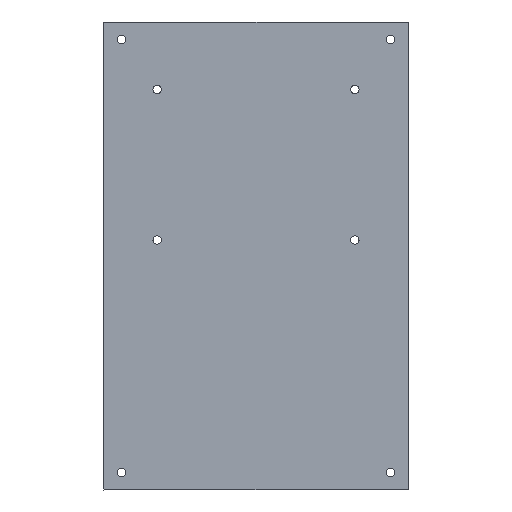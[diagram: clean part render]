
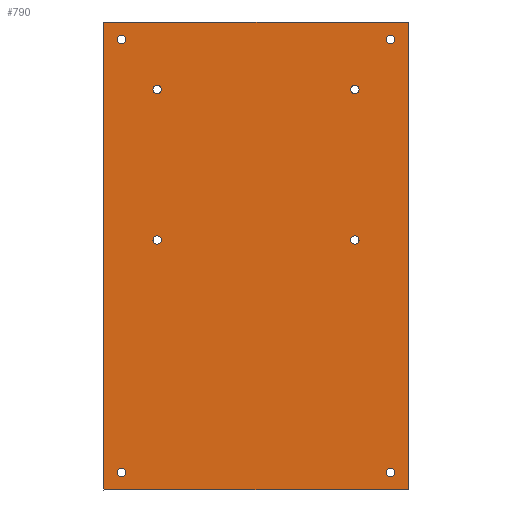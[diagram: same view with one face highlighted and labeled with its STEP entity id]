
A CAD part, front view. The second image highlights one B-rep face of the part: STEP entity #790.
In plain terms, the highlighted face is planar.
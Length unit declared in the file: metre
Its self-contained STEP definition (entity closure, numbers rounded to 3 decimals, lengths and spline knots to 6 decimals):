
#226=EDGE_CURVE('0:73524',#500,#501,#502,.T.);
#230=EDGE_CURVE('0:73512',#508,#509,#510,.T.);
#234=EDGE_CURVE('0:73506',#516,#517,#518,.T.);
#238=EDGE_CURVE('0:73518',#524,#525,#526,.T.);
#256=EDGE_CURVE('0:73476',#548,#549,#550,.F.);
#258=EDGE_CURVE('0:73482',#549,#552,#553,.T.);
#260=EDGE_CURVE('0:73488',#552,#555,#556,.F.);
#262=EDGE_CURVE('0:73494',#555,#548,#558,.T.);
#264=EDGE_CURVE('0:73506',#517,#516,#560,.T.);
#266=EDGE_CURVE('0:73512',#509,#508,#562,.T.);
#268=EDGE_CURVE('0:73518',#525,#524,#564,.T.);
#270=EDGE_CURVE('0:73524',#501,#500,#566,.T.);
#500=VERTEX_POINT('',#867);
#501=VERTEX_POINT('',#868);
#502=CIRCLE('',#869,0.0019);
#508=VERTEX_POINT('',#877);
#509=VERTEX_POINT('',#878);
#510=CIRCLE('',#879,0.0019);
#516=VERTEX_POINT('',#887);
#517=VERTEX_POINT('',#888);
#518=CIRCLE('',#889,0.0019);
#524=VERTEX_POINT('',#897);
#525=VERTEX_POINT('',#898);
#526=CIRCLE('',#899,0.0019);
#548=VERTEX_POINT('',#934);
#549=VERTEX_POINT('',#935);
#550=LINE('',#936,#937);
#552=VERTEX_POINT('',#940);
#553=LINE('',#941,#942);
#555=VERTEX_POINT('',#945);
#556=LINE('',#946,#947);
#558=LINE('',#950,#951);
#560=CIRCLE('',#954,0.0019);
#562=CIRCLE('',#957,0.0019);
#564=CIRCLE('',#960,0.0019);
#566=CIRCLE('',#963,0.0019);
#790=ADVANCED_FACE('0:73386',(#1325,#1326,#1327,#1328,#1329,#1330,#1331,#1332,#1333),#1334,.F.);
#867=CARTESIAN_POINT('',(0.0431,0.06245,0.0));
#868=CARTESIAN_POINT('',(0.0469,0.06245,0.0));
#869=AXIS2_PLACEMENT_3D('',#1454,#1455,#1456);
#877=CARTESIAN_POINT('',(0.0431,-0.00605,0.0));
#878=CARTESIAN_POINT('',(0.0469,-0.00605,0.0));
#879=AXIS2_PLACEMENT_3D('',#1460,#1461,#1462);
#887=CARTESIAN_POINT('',(-0.0469,-0.00605,0.0));
#888=CARTESIAN_POINT('',(-0.0431,-0.00605,0.0));
#889=AXIS2_PLACEMENT_3D('',#1466,#1467,#1468);
#897=CARTESIAN_POINT('',(-0.0469,0.06245,0.0));
#898=CARTESIAN_POINT('',(-0.0431,0.06245,0.0));
#899=AXIS2_PLACEMENT_3D('',#1472,#1473,#1474);
#934=CARTESIAN_POINT('',(-0.06925,0.0932,0.0));
#935=CARTESIAN_POINT('',(0.06925,0.0932,0.0));
#936=CARTESIAN_POINT('',(-0.021625,0.0932,0.0));
#937=VECTOR('',#1491,1.0);
#940=CARTESIAN_POINT('',(0.06925,-0.1198,0.0));
#941=CARTESIAN_POINT('',(0.06925,-0.035,0.0));
#942=VECTOR('',#1492,1.0);
#945=CARTESIAN_POINT('',(-0.06925,-0.1198,0.0));
#946=CARTESIAN_POINT('',(0.021625,-0.1198,0.0));
#947=VECTOR('',#1493,1.0);
#950=CARTESIAN_POINT('',(-0.06925,0.0366,0.0));
#951=VECTOR('',#1494,1.0);
#954=AXIS2_PLACEMENT_3D('',#1495,#1496,#1497);
#957=AXIS2_PLACEMENT_3D('',#1498,#1499,#1500);
#960=AXIS2_PLACEMENT_3D('',#1501,#1502,#1503);
#963=AXIS2_PLACEMENT_3D('',#1504,#1505,#1506);
#1325=FACE_BOUND('',#1618,.T.);
#1326=FACE_BOUND('',#1619,.T.);
#1327=FACE_BOUND('',#1620,.T.);
#1328=FACE_BOUND('',#1621,.T.);
#1329=FACE_OUTER_BOUND('',#1622,.T.);
#1330=FACE_BOUND('',#1623,.T.);
#1331=FACE_BOUND('',#1624,.T.);
#1332=FACE_BOUND('',#1625,.T.);
#1333=FACE_BOUND('',#1626,.T.);
#1334=PLANE('',#1627);
#1454=CARTESIAN_POINT('',(0.045,0.06245,0.0));
#1455=DIRECTION('',(0.0,0.0,-1.0));
#1456=DIRECTION('',(1.0,0.0,0.0));
#1460=CARTESIAN_POINT('',(0.045,-0.00605,0.0));
#1461=DIRECTION('',(0.0,0.0,-1.0));
#1462=DIRECTION('',(1.0,0.0,0.0));
#1466=CARTESIAN_POINT('',(-0.045,-0.00605,0.0));
#1467=DIRECTION('',(0.0,0.0,-1.0));
#1468=DIRECTION('',(1.0,0.0,0.0));
#1472=CARTESIAN_POINT('',(-0.045,0.06245,0.0));
#1473=DIRECTION('',(0.0,0.0,-1.0));
#1474=DIRECTION('',(1.0,0.0,0.0));
#1491=DIRECTION('',(-1.0,0.0,0.0));
#1492=DIRECTION('',(0.0,-1.0,0.0));
#1493=DIRECTION('',(1.0,0.0,0.0));
#1494=DIRECTION('',(0.0,1.0,-0.0));
#1495=CARTESIAN_POINT('',(-0.045,-0.00605,0.0));
#1496=DIRECTION('',(0.0,0.0,-1.0));
#1497=DIRECTION('',(1.0,0.0,0.0));
#1498=CARTESIAN_POINT('',(0.045,-0.00605,0.0));
#1499=DIRECTION('',(0.0,0.0,-1.0));
#1500=DIRECTION('',(1.0,0.0,0.0));
#1501=CARTESIAN_POINT('',(-0.045,0.06245,0.0));
#1502=DIRECTION('',(0.0,0.0,-1.0));
#1503=DIRECTION('',(1.0,0.0,0.0));
#1504=CARTESIAN_POINT('',(0.045,0.06245,0.0));
#1505=DIRECTION('',(0.0,0.0,-1.0));
#1506=DIRECTION('',(1.0,0.0,0.0));
#1618=EDGE_LOOP('',(#1788,#1789));
#1619=EDGE_LOOP('',(#1790,#1791));
#1620=EDGE_LOOP('',(#1792,#1793));
#1621=EDGE_LOOP('',(#1794,#1795));
#1622=EDGE_LOOP('',(#1796,#1797,#1798,#1799));
#1623=EDGE_LOOP('',(#1800,#1801));
#1624=EDGE_LOOP('',(#1802,#1803));
#1625=EDGE_LOOP('',(#1804,#1805));
#1626=EDGE_LOOP('',(#1806,#1807));
#1627=AXIS2_PLACEMENT_3D('',#1808,#1809,#1810);
#1788=ORIENTED_EDGE('',*,*,#2200,.T.);
#1789=ORIENTED_EDGE('',*,*,#2202,.T.);
#1790=ORIENTED_EDGE('',*,*,#2186,.T.);
#1791=ORIENTED_EDGE('',*,*,#2203,.T.);
#1792=ORIENTED_EDGE('',*,*,#2183,.T.);
#1793=ORIENTED_EDGE('',*,*,#2204,.T.);
#1794=ORIENTED_EDGE('',*,*,#2197,.T.);
#1795=ORIENTED_EDGE('',*,*,#2205,.T.);
#1796=ORIENTED_EDGE('',*,*,#256,.T.);
#1797=ORIENTED_EDGE('',*,*,#258,.T.);
#1798=ORIENTED_EDGE('',*,*,#260,.T.);
#1799=ORIENTED_EDGE('',*,*,#262,.T.);
#1800=ORIENTED_EDGE('',*,*,#234,.F.);
#1801=ORIENTED_EDGE('',*,*,#264,.F.);
#1802=ORIENTED_EDGE('',*,*,#230,.F.);
#1803=ORIENTED_EDGE('',*,*,#266,.F.);
#1804=ORIENTED_EDGE('',*,*,#238,.F.);
#1805=ORIENTED_EDGE('',*,*,#268,.F.);
#1806=ORIENTED_EDGE('',*,*,#226,.F.);
#1807=ORIENTED_EDGE('',*,*,#270,.F.);
#1808=CARTESIAN_POINT('',(0.0,0.0,0.0));
#1809=DIRECTION('',(0.0,0.0,1.0));
#1810=DIRECTION('',(1.0,0.0,0.0));
#2183=EDGE_CURVE('2:35396',#2241,#2239,#2242,.F.);
#2186=EDGE_CURVE('2:35492',#2246,#2244,#2247,.F.);
#2197=EDGE_CURVE('2:35300',#2259,#2257,#2260,.T.);
#2200=EDGE_CURVE('2:35588',#2264,#2262,#2265,.T.);
#2202=EDGE_CURVE('2:35588',#2262,#2264,#2267,.T.);
#2203=EDGE_CURVE('2:35492',#2244,#2246,#2268,.F.);
#2204=EDGE_CURVE('2:35396',#2239,#2241,#2269,.F.);
#2205=EDGE_CURVE('2:35300',#2257,#2259,#2270,.T.);
#2239=VERTEX_POINT('',#2316);
#2241=VERTEX_POINT('',#2319);
#2242=CIRCLE('',#2320,0.002);
#2244=VERTEX_POINT('',#2323);
#2246=VERTEX_POINT('',#2326);
#2247=CIRCLE('',#2327,0.002);
#2257=VERTEX_POINT('',#2346);
#2259=VERTEX_POINT('',#2349);
#2260=CIRCLE('',#2350,0.002);
#2262=VERTEX_POINT('',#2353);
#2264=VERTEX_POINT('',#2356);
#2265=CIRCLE('',#2357,0.002);
#2267=CIRCLE('',#2360,0.002);
#2268=CIRCLE('',#2361,0.002);
#2269=CIRCLE('',#2362,0.002);
#2270=CIRCLE('',#2363,0.002);
#2316=CARTESIAN_POINT('',(-0.05925,-0.1118,0.0));
#2319=CARTESIAN_POINT('',(-0.06325,-0.1118,0.0));
#2320=AXIS2_PLACEMENT_3D('',#2399,#2400,#2401);
#2323=CARTESIAN_POINT('',(0.06325,-0.1118,0.0));
#2326=CARTESIAN_POINT('',(0.05925,-0.1118,0.0));
#2327=AXIS2_PLACEMENT_3D('',#2404,#2405,#2406);
#2346=CARTESIAN_POINT('',(0.06325,0.0852,0.0));
#2349=CARTESIAN_POINT('',(0.05925,0.0852,0.0));
#2350=AXIS2_PLACEMENT_3D('',#2417,#2418,#2419);
#2353=CARTESIAN_POINT('',(-0.05925,0.0852,0.0));
#2356=CARTESIAN_POINT('',(-0.06325,0.0852,0.0));
#2357=AXIS2_PLACEMENT_3D('',#2422,#2423,#2424);
#2360=AXIS2_PLACEMENT_3D('',#2426,#2427,#2428);
#2361=AXIS2_PLACEMENT_3D('',#2429,#2430,#2431);
#2362=AXIS2_PLACEMENT_3D('',#2432,#2433,#2434);
#2363=AXIS2_PLACEMENT_3D('',#2435,#2436,#2437);
#2399=CARTESIAN_POINT('',(-0.06125,-0.1118,0.0));
#2400=DIRECTION('',(0.0,0.0,-1.0));
#2401=DIRECTION('',(1.0,0.,0.0));
#2404=CARTESIAN_POINT('',(0.06125,-0.1118,0.0));
#2405=DIRECTION('',(0.0,0.0,-1.0));
#2406=DIRECTION('',(1.0,0.,0.0));
#2417=CARTESIAN_POINT('',(0.06125,0.0852,0.0));
#2418=DIRECTION('',(0.0,-0.0,1.0));
#2419=DIRECTION('',(1.0,0.,0.0));
#2422=CARTESIAN_POINT('',(-0.06125,0.0852,0.0));
#2423=DIRECTION('',(0.0,-0.0,1.0));
#2424=DIRECTION('',(1.0,0.,0.0));
#2426=CARTESIAN_POINT('',(-0.06125,0.0852,0.0));
#2427=DIRECTION('',(0.0,-0.0,1.0));
#2428=DIRECTION('',(1.0,0.,0.0));
#2429=CARTESIAN_POINT('',(0.06125,-0.1118,0.0));
#2430=DIRECTION('',(0.0,0.0,-1.0));
#2431=DIRECTION('',(1.0,0.,0.0));
#2432=CARTESIAN_POINT('',(-0.06125,-0.1118,0.0));
#2433=DIRECTION('',(0.0,0.0,-1.0));
#2434=DIRECTION('',(1.0,0.,0.0));
#2435=CARTESIAN_POINT('',(0.06125,0.0852,0.0));
#2436=DIRECTION('',(0.0,-0.0,1.0));
#2437=DIRECTION('',(1.0,0.,0.0));
